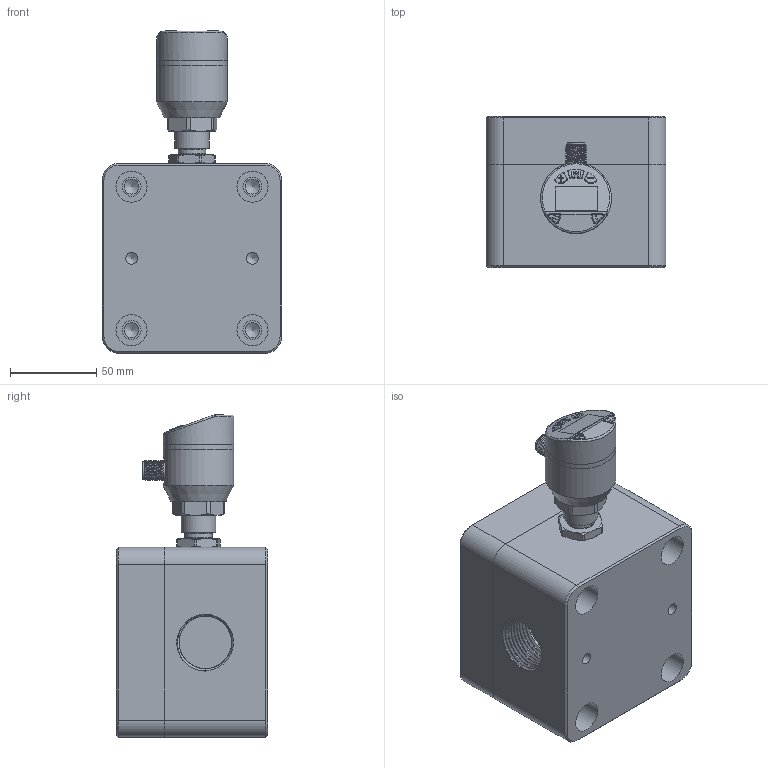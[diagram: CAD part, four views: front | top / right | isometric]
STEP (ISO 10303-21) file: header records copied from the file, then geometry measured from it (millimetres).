
FILE_DESCRIPTION(/* description */ (''),/* implementation_level */ '2;1');
FILE_NAME(/* name */ 'FM506-100L-M25 高精度齿轮流量计.stp',/* time_stamp */ '2024-03-18T15:49:38+08:00',/* author */ (''),/* organization */ (''),/* preprocessor_version */ 'ST-DEVELOPER v16.7',/* originating_system */ 'SIEMENS PLM Software NX 12.0',/* authorisation */ '');
FILE_SCHEMA (('AUTOMOTIVE_DESIGN { 1 0 10303 214 3 1 1 1 }'));
Length unit declared in the file: millimetre
Products named in the file (1): 00131800494irgk
Bounding box: 104 x 87.5 x 186.8 mm (x, y, z)
Volume: 977327.6 mm3; surface area: 124718.6 mm2
Topology: 6 solids, 9 shells, 492 faces, 1183 edges, 745 vertices
Faces by surface type: plane 174, cylinder 160, cone 74, bspline 39, torus 39, sphere 6
Full cylindrical faces by diameter (mm): 1 x5, 2.7 x4, 5 x4, 6.8 x2, 8 x4, 8.4 x1, 8.6 x4, 9.7 x1, 9.8 x1, 10.1 x1, 11 x4, 11.6 x1, 12 x1, 15.9 x1, 16.5 x1, 18 x4, 20 x1, 23 x3, 26 x4, 41 x3
Entity records: 23243 total; most frequent: CARTESIAN_POINT 11020, DIRECTION 2222, ORIENTED_EDGE 2078, EDGE_CURVE 1039, AXIS2_PLACEMENT_3D 888, VERTEX_POINT 702, EDGE_LOOP 625, ADVANCED_FACE 490
